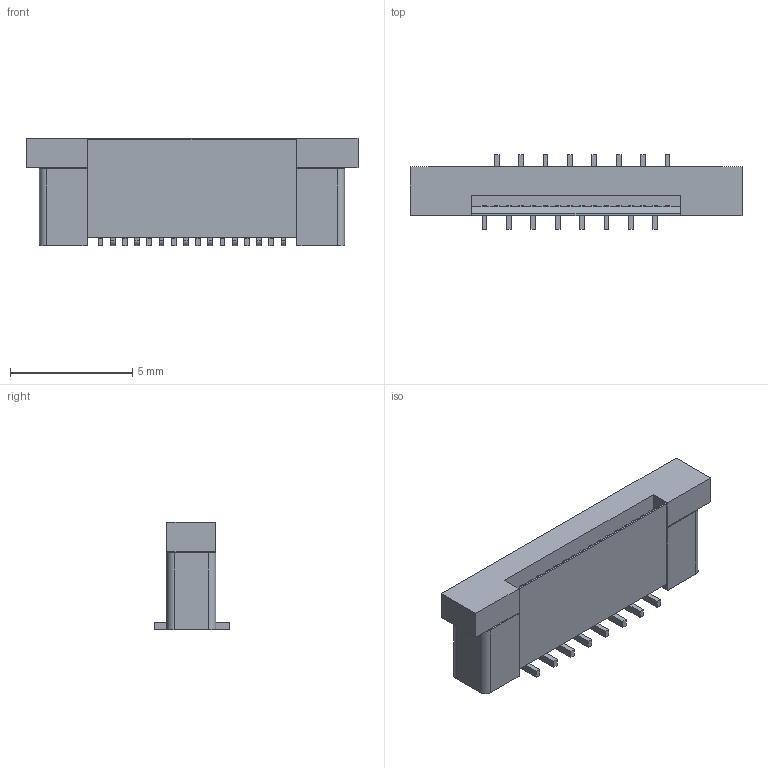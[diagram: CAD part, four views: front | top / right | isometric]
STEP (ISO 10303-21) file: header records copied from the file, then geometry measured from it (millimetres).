
FILE_DESCRIPTION((''),'2;1');
FILE_NAME('X05C2016XZ','2021-12-31T16:39:31',('荣耀'),(''),'CREO PARAMETRIC BY PTC INC, 2019080','CREO PARAMETRIC BY PTC INC, 2019080','');
FILE_SCHEMA(('CONFIG_CONTROL_DESIGN'));
Length unit declared in the file: millimetre
Products named in the file (1): X05C2016XZ
Bounding box: 13.6 x 3.06 x 4.4 mm (x, y, z)
Volume: 98.7 mm3; surface area: 314 mm2
Topology: 1 solids, 1 shells, 339 faces, 924 edges, 604 vertices
Faces by surface type: plane 307, cylinder 32
Entity records: 10532 total; most frequent: CARTESIAN_POINT 1867, ORIENTED_EDGE 1848, DIRECTION 1666, EDGE_CURVE 924, VECTOR 860, LINE 860, VERTEX_POINT 604, AXIS2_PLACEMENT_3D 403
